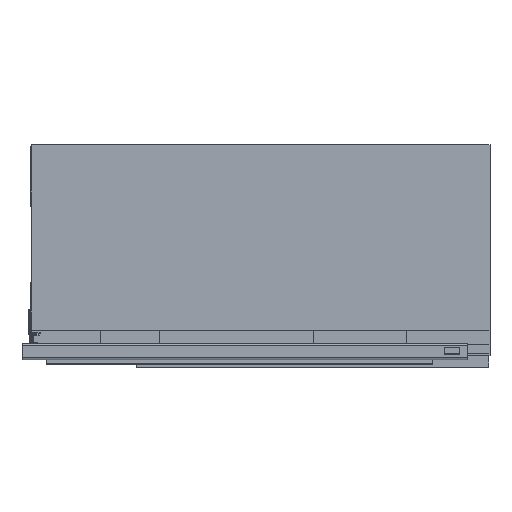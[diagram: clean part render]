
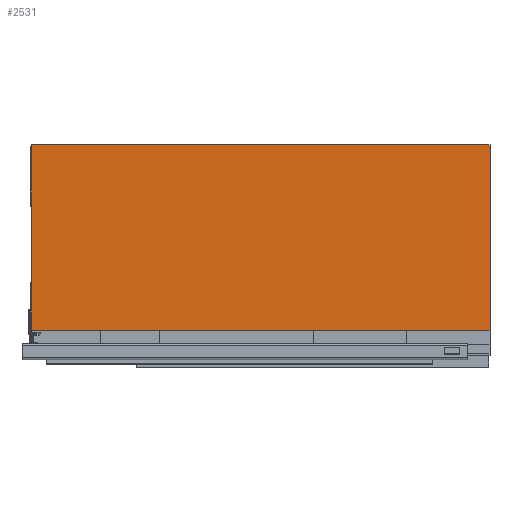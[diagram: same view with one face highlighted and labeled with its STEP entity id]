
A CAD part, top view. The second image highlights one B-rep face of the part: STEP entity #2531.
In plain terms, the highlighted planar face has unit normal (0, 0, 1).
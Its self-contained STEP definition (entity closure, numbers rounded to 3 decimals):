
#155 = DIRECTION ( 'NONE',  ( 0., -1., 0. ) ) ;
#519 = CARTESIAN_POINT ( 'NONE',  ( -540., 249., 13.5 ) ) ;
#961 = ORIENTED_EDGE ( 'NONE', *, *, #1114, .T. ) ;
#1114 = EDGE_CURVE ( 'NONE', #7273, #8927, #8009, .T. ) ;
#1235 = ORIENTED_EDGE ( 'NONE', *, *, #9209, .T. ) ;
#1683 = AXIS2_PLACEMENT_3D ( 'NONE', #4252, #4143, #1721 ) ;
#1721 = DIRECTION ( 'NONE',  ( 0., -1., 0. ) ) ;
#2029 = VECTOR ( 'NONE', #9750, 1000. ) ;
#2060 = CARTESIAN_POINT ( 'NONE',  ( -540., 30., 13.5 ) ) ;
#2531 = ADVANCED_FACE ( 'NONE', ( #2606 ), #7601, .T. ) ;
#2535 = CARTESIAN_POINT ( 'NONE',  ( 0., 249., 13.5 ) ) ;
#2606 = FACE_OUTER_BOUND ( 'NONE', #9878, .T. ) ;
#2736 = CARTESIAN_POINT ( 'NONE',  ( 0., 30., 13.5 ) ) ;
#2939 = ORIENTED_EDGE ( 'NONE', *, *, #4787, .F. ) ;
#3193 = VECTOR ( 'NONE', #3533, 1000. ) ;
#3475 = CARTESIAN_POINT ( 'NONE',  ( -540., 249., 13.5 ) ) ;
#3533 = DIRECTION ( 'NONE',  ( 1., 0., 0. ) ) ;
#3555 = VERTEX_POINT ( 'NONE', #3720 ) ;
#3720 = CARTESIAN_POINT ( 'NONE',  ( 0., 249., 13.5 ) ) ;
#3742 = EDGE_CURVE ( 'NONE', #3555, #5746, #7592, .T. ) ;
#4143 = DIRECTION ( 'NONE',  ( 0., 0., 1. ) ) ;
#4246 = LINE ( 'NONE', #8413, #3193 ) ;
#4252 = CARTESIAN_POINT ( 'NONE',  ( -540., 249., 13.5 ) ) ;
#4291 = LINE ( 'NONE', #3475, #8035 ) ;
#4787 = EDGE_CURVE ( 'NONE', #7273, #3555, #4291, .T. ) ;
#5746 = VERTEX_POINT ( 'NONE', #2736 ) ;
#5941 = DIRECTION ( 'NONE',  ( 1., 0., 0. ) ) ;
#6461 = CARTESIAN_POINT ( 'NONE',  ( -540., 249., 13.5 ) ) ;
#7273 = VERTEX_POINT ( 'NONE', #6461 ) ;
#7592 = LINE ( 'NONE', #2535, #8598 ) ;
#7601 = PLANE ( 'NONE',  #1683 ) ;
#8009 = LINE ( 'NONE', #519, #2029 ) ;
#8035 = VECTOR ( 'NONE', #5941, 1000. ) ;
#8413 = CARTESIAN_POINT ( 'NONE',  ( -540., 30., 13.5 ) ) ;
#8598 = VECTOR ( 'NONE', #155, 1000. ) ;
#8927 = VERTEX_POINT ( 'NONE', #2060 ) ;
#9209 = EDGE_CURVE ( 'NONE', #8927, #5746, #4246, .T. ) ;
#9692 = ORIENTED_EDGE ( 'NONE', *, *, #3742, .F. ) ;
#9750 = DIRECTION ( 'NONE',  ( 0., -1., 0. ) ) ;
#9878 = EDGE_LOOP ( 'NONE', ( #9692, #2939, #961, #1235 ) ) ;
